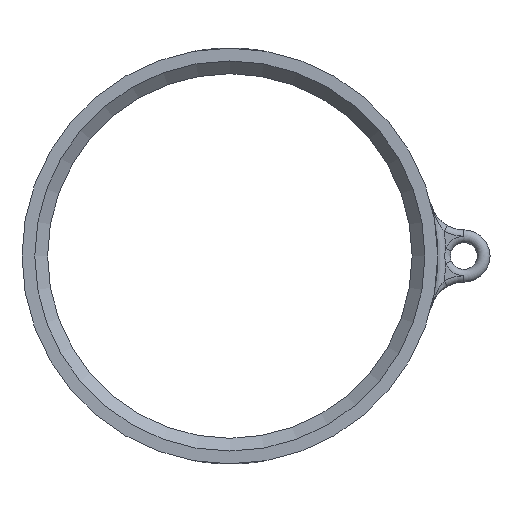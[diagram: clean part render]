
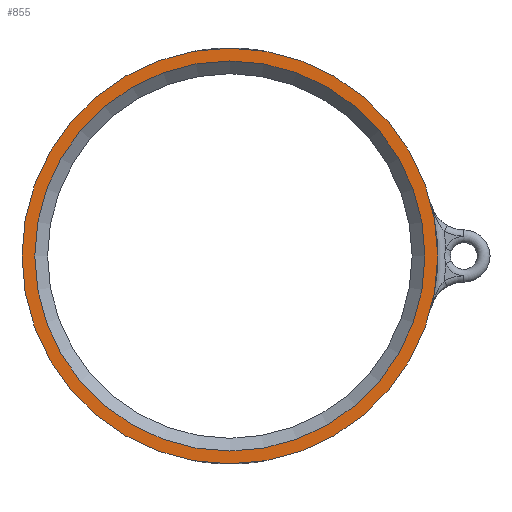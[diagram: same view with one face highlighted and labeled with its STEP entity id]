
A CAD part, front view. The second image highlights one B-rep face of the part: STEP entity #855.
In plain terms, the highlighted planar face has unit normal (0, -1, 0).
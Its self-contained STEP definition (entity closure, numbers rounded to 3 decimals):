
#19=FACE_BOUND('',#250,.T.);
#53=PLANE('',#970);
#123=CIRCLE('',#966,30.5);
#126=CIRCLE('',#971,32.5);
#191=FACE_OUTER_BOUND('',#249,.T.);
#249=EDGE_LOOP('',(#767));
#250=EDGE_LOOP('',(#768));
#401=VERTEX_POINT('',#2321);
#404=VERTEX_POINT('',#2331);
#525=EDGE_CURVE('',#401,#401,#123,.T.);
#530=EDGE_CURVE('',#404,#404,#126,.T.);
#767=ORIENTED_EDGE('',*,*,#530,.T.);
#768=ORIENTED_EDGE('',*,*,#525,.F.);
#855=ADVANCED_FACE('',(#191,#19),#53,.T.);
#966=AXIS2_PLACEMENT_3D('',#2322,#1203,#1204);
#970=AXIS2_PLACEMENT_3D('',#2330,#1213,#1214);
#971=AXIS2_PLACEMENT_3D('',#2332,#1215,#1216);
#1203=DIRECTION('center_axis',(0.,-1.,0.));
#1204=DIRECTION('ref_axis',(1.,0.,0.));
#1213=DIRECTION('center_axis',(0.,-1.,0.));
#1214=DIRECTION('ref_axis',(1.,0.,0.));
#1215=DIRECTION('center_axis',(0.,-1.,0.));
#1216=DIRECTION('ref_axis',(1.,0.,0.));
#2321=CARTESIAN_POINT('',(-30.5,-195.,0.));
#2322=CARTESIAN_POINT('Origin',(0.,-195.,0.));
#2330=CARTESIAN_POINT('Origin',(0.,-195.,0.));
#2331=CARTESIAN_POINT('',(-32.5,-195.,0.));
#2332=CARTESIAN_POINT('Origin',(0.,-195.,0.));
